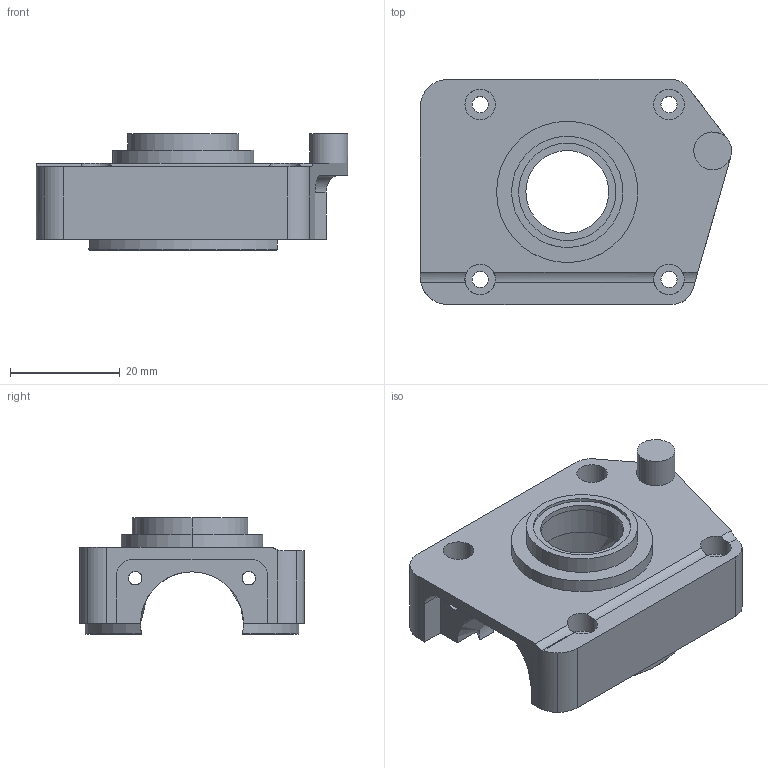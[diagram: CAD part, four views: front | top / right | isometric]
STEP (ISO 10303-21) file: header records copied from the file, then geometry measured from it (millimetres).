
FILE_DESCRIPTION (( 'STEP AP214' ), '1' );
FILE_NAME ('dual TCRC Diff Case - Right Half.STEP', '2018-08-01T20:51:39', ( '' ), ( '' ), 'SwSTEP 2.0', 'SolidWorks 2016', '' );
FILE_SCHEMA (( 'AUTOMOTIVE_DESIGN' ));
Length unit declared in the file: millimetre
Products named in the file (1): dual TCRC Diff Case - Right Half
Bounding box: 56.84 x 41.1 x 21.32 mm (x, y, z)
Volume: 14221.9 mm3; surface area: 10292 mm2
Topology: 1 solids, 1 shells, 135 faces, 353 edges, 218 vertices
Faces by surface type: cylinder 70, cone 34, plane 29, bspline 2
Entity records: 5163 total; most frequent: CARTESIAN_POINT 1113, DIRECTION 709, ORIENTED_EDGE 674, EDGE_CURVE 337, AXIS2_PLACEMENT_3D 277, VERTEX_POINT 218, EDGE_LOOP 167, VECTOR 155
